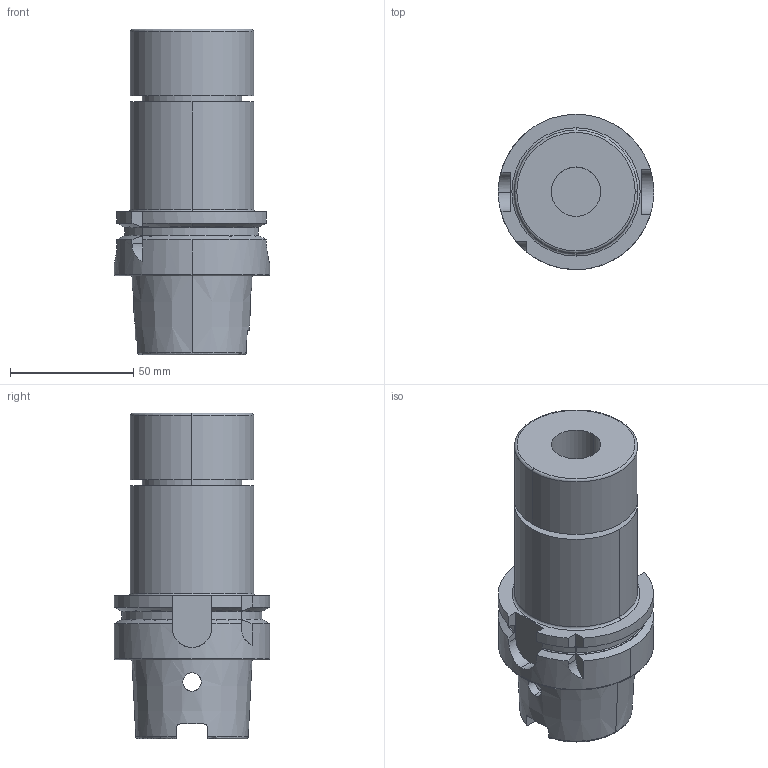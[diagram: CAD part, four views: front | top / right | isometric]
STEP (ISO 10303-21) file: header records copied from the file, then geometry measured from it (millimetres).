
FILE_DESCRIPTION (( 'STEP AP203' ), '1' );
FILE_NAME ('STP-5073-529-032-100-0.STEP', '2021-09-23T05:15:24', ( '' ), ( '' ), 'SwSTEP 2.0', 'SolidWorks 2017', '' );
FILE_SCHEMA (( 'CONFIG_CONTROL_DESIGN' ));
Length unit declared in the file: millimetre
Products named in the file (1): STP-5073-529-032-100-0
Bounding box: 63 x 63 x 132 mm (x, y, z)
Volume: 214806.3 mm3; surface area: 37893.2 mm2
Topology: 1 solids, 2 shells, 118 faces, 301 edges, 192 vertices
Faces by surface type: cylinder 42, plane 33, torus 28, cone 15
Entity records: 4201 total; most frequent: CARTESIAN_POINT 1264, DIRECTION 612, ORIENTED_EDGE 602, EDGE_CURVE 301, AXIS2_PLACEMENT_3D 256, VERTEX_POINT 192, CIRCLE 137, EDGE_LOOP 127
